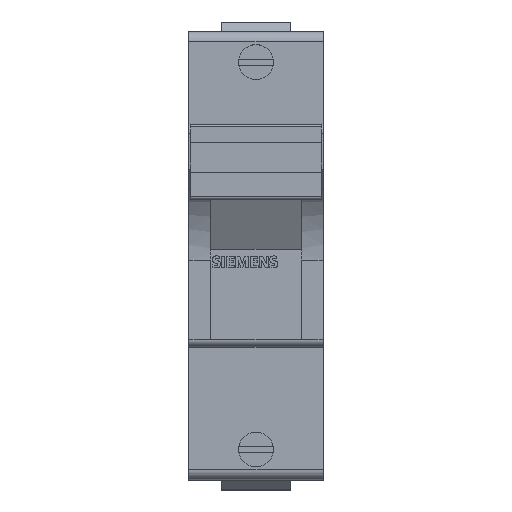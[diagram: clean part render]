
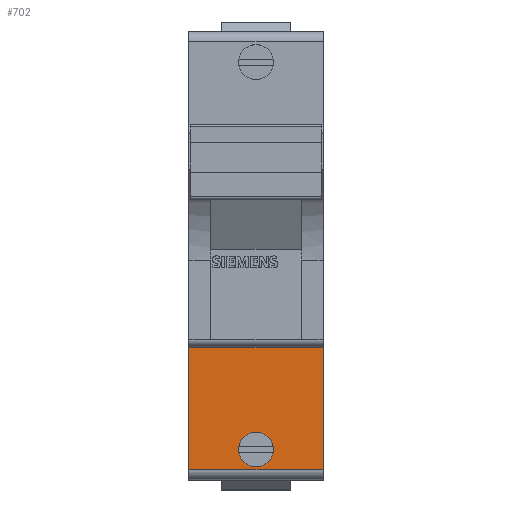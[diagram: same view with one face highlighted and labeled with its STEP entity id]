
A CAD part, top view. The second image highlights one B-rep face of the part: STEP entity #702.
In plain terms, the highlighted planar face has unit normal (0, 0, 1).
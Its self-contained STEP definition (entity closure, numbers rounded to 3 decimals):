
#702=ADVANCED_FACE('',(#1741,#1742),#1743,.T.);
#1741=FACE_BOUND('',#3114,.T.);
#1742=FACE_OUTER_BOUND('',#3115,.T.);
#1743=PLANE('',#3116);
#3114=EDGE_LOOP('',(#5409,#5410));
#3115=EDGE_LOOP('',(#5411,#5412,#5413,#5414));
#3116=AXIS2_PLACEMENT_3D('',#5415,#5416,#5417);
#5409=ORIENTED_EDGE('',*,*,#8441,.F.);
#5410=ORIENTED_EDGE('',*,*,#9069,.F.);
#5411=ORIENTED_EDGE('',*,*,#9070,.F.);
#5412=ORIENTED_EDGE('',*,*,#9071,.T.);
#5413=ORIENTED_EDGE('',*,*,#8683,.F.);
#5414=ORIENTED_EDGE('',*,*,#9067,.F.);
#5415=CARTESIAN_POINT('',(13.5,28.6,48.7));
#5416=DIRECTION('',(0.,0.,1.0));
#5417=DIRECTION('',(-1.0,0.0,0.));
#8441=EDGE_CURVE('',#10152,#10155,#10156,.T.);
#8683=EDGE_CURVE('',#10600,#10602,#10603,.T.);
#9067=EDGE_CURVE('',#11191,#10600,#11193,.T.);
#9069=EDGE_CURVE('',#10155,#10152,#11195,.T.);
#9070=EDGE_CURVE('',#11196,#11191,#11197,.T.);
#9071=EDGE_CURVE('',#11196,#10602,#11198,.T.);
#10152=VERTEX_POINT('',#12628);
#10155=VERTEX_POINT('',#12632);
#10156=CIRCLE('',#12633,3.5);
#10600=VERTEX_POINT('',#13456);
#10602=VERTEX_POINT('',#13458);
#10603=LINE('',#13459,#13460);
#11191=VERTEX_POINT('',#14339);
#11193=LINE('',#14341,#14342);
#11195=CIRCLE('',#14344,3.5);
#11196=VERTEX_POINT('',#14345);
#11197=LINE('',#14346,#14347);
#11198=LINE('',#14348,#14349);
#12628=CARTESIAN_POINT('',(13.5,11.6,48.7));
#12632=CARTESIAN_POINT('',(13.5,4.6,48.7));
#12633=AXIS2_PLACEMENT_3D('',#16492,#16493,#16494);
#13456=CARTESIAN_POINT('',(0.,4.0,48.7));
#13458=CARTESIAN_POINT('',(0.0,28.6,48.7));
#13459=CARTESIAN_POINT('',(0.,4.0,48.7));
#13460=VECTOR('',#16701,1.0);
#14339=CARTESIAN_POINT('',(27.,4.0,48.7));
#14341=CARTESIAN_POINT('',(0.,4.0,48.7));
#14342=VECTOR('',#17017,1.0);
#14344=AXIS2_PLACEMENT_3D('',#17018,#17019,#17020);
#14345=CARTESIAN_POINT('',(27.0,28.6,48.7));
#14346=CARTESIAN_POINT('',(27.0,28.6,48.7));
#14347=VECTOR('',#17021,1.0);
#14348=CARTESIAN_POINT('',(0.0,28.6,48.7));
#14349=VECTOR('',#17022,1.0);
#16492=CARTESIAN_POINT('',(13.5,8.1,48.7));
#16493=DIRECTION('',(0.,0.,1.0));
#16494=DIRECTION('',(0.,1.0,0.));
#16701=DIRECTION('',(0.,1.0,0.));
#17017=DIRECTION('',(-1.0,0.,0.));
#17018=CARTESIAN_POINT('',(13.5,8.1,48.7));
#17019=DIRECTION('',(0.,0.,1.0));
#17020=DIRECTION('',(0.,1.0,0.));
#17021=DIRECTION('',(0.,-1.0,0.));
#17022=DIRECTION('',(-1.0,0.,0.));
